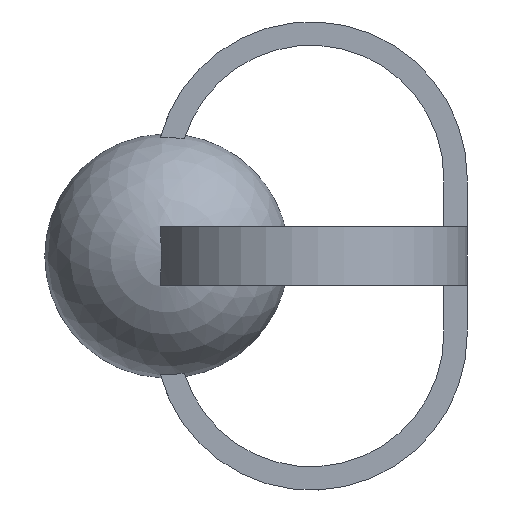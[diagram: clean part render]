
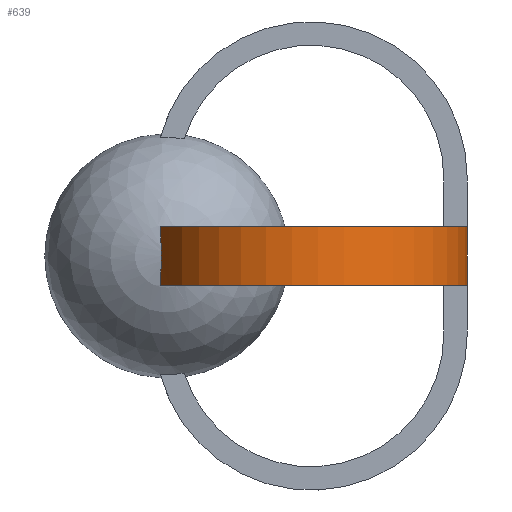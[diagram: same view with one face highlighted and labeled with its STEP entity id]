
A CAD part, left-side view. The second image highlights one B-rep face of the part: STEP entity #639.
In plain terms, the highlighted cylindrical face has radius 8 mm (diameter 16 mm), a partial arc.
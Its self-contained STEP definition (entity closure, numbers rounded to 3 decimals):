
#23 = DIRECTION ( 'NONE',  ( 0., 0., 1. ) ) ;
#55 = CARTESIAN_POINT ( 'NONE',  ( -6.243, 15.679, -0.509 ) ) ;
#58 = VERTEX_POINT ( 'NONE', #478 ) ;
#70 = VECTOR ( 'NONE', #23, 1000. ) ;
#89 = VERTEX_POINT ( 'NONE', #811 ) ;
#113 = CARTESIAN_POINT ( 'NONE',  ( -6.058, 15.731, 1.5 ) ) ;
#117 = CARTESIAN_POINT ( 'NONE',  ( -6.182, 15.698, -1.007 ) ) ;
#134 = CARTESIAN_POINT ( 'NONE',  ( -4., 8., 1.5 ) ) ;
#176 = VERTEX_POINT ( 'NONE', #397 ) ;
#195 = CIRCLE ( 'NONE', #671, 8. ) ;
#203 = ORIENTED_EDGE ( 'NONE', *, *, #608, .T. ) ;
#214 = DIRECTION ( 'NONE',  ( 0., 0., 1. ) ) ;
#224 = VERTEX_POINT ( 'NONE', #683 ) ;
#231 = CARTESIAN_POINT ( 'NONE',  ( -4., 8., -1.5 ) ) ;
#237 = DIRECTION ( 'NONE',  ( -1., 0., 0. ) ) ;
#257 = AXIS2_PLACEMENT_3D ( 'NONE', #800, #214, #797 ) ;
#305 = CARTESIAN_POINT ( 'NONE',  ( -6.229, 15.683, 0.501 ) ) ;
#314 = CARTESIAN_POINT ( 'NONE',  ( -6.12, 15.714, 1.254 ) ) ;
#332 = EDGE_CURVE ( 'NONE', #89, #224, #722, .T. ) ;
#364 = CIRCLE ( 'NONE', #432, 8. ) ;
#397 = CARTESIAN_POINT ( 'NONE',  ( -4., 0., 1.5 ) ) ;
#432 = AXIS2_PLACEMENT_3D ( 'NONE', #134, #534, #654 ) ;
#458 = CARTESIAN_POINT ( 'NONE',  ( -4., 0., -1.5 ) ) ;
#478 = CARTESIAN_POINT ( 'NONE',  ( -4., 0., -1.5 ) ) ;
#493 = DIRECTION ( 'NONE',  ( 0., 0., -1. ) ) ;
#517 = ORIENTED_EDGE ( 'NONE', *, *, #801, .F. ) ;
#526 = CYLINDRICAL_SURFACE ( 'NONE', #257, 8. ) ;
#530 = EDGE_LOOP ( 'NONE', ( #716, #517, #203, #569 ) ) ;
#534 = DIRECTION ( 'NONE',  ( 0., 0., -1. ) ) ;
#569 = ORIENTED_EDGE ( 'NONE', *, *, #723, .T. ) ;
#571 = CARTESIAN_POINT ( 'NONE',  ( -6.058, 15.731, -1.5 ) ) ;
#597 = LINE ( 'NONE', #458, #70 ) ;
#608 = EDGE_CURVE ( 'NONE', #58, #176, #597, .T. ) ;
#634 = CARTESIAN_POINT ( 'NONE',  ( -6.244, 15.679, 0.246 ) ) ;
#639 = ADVANCED_FACE ( 'NONE', ( #786 ), #526, .T. ) ;
#640 = CARTESIAN_POINT ( 'NONE',  ( -6.167, 15.701, 1.005 ) ) ;
#654 = DIRECTION ( 'NONE',  ( -1., 0., 0. ) ) ;
#671 = AXIS2_PLACEMENT_3D ( 'NONE', #231, #493, #237 ) ;
#683 = CARTESIAN_POINT ( 'NONE',  ( -6.058, 15.731, 1.5 ) ) ;
#716 = ORIENTED_EDGE ( 'NONE', *, *, #332, .F. ) ;
#722 = B_SPLINE_CURVE_WITH_KNOTS ( 'NONE', 3,
 ( #571, #117, #55, #634, #305, #640, #314, #113 ),
 .UNSPECIFIED., .F., .F.,
 ( 4, 2, 2, 4 ),
 ( 0., 0.002, 0.002, 0.003 ),
 .UNSPECIFIED. ) ;
#723 = EDGE_CURVE ( 'NONE', #176, #224, #364, .T. ) ;
#786 = FACE_OUTER_BOUND ( 'NONE', #530, .T. ) ;
#797 = DIRECTION ( 'NONE',  ( 1., 0., 0. ) ) ;
#800 = CARTESIAN_POINT ( 'NONE',  ( -4., 8., -1.5 ) ) ;
#801 = EDGE_CURVE ( 'NONE', #58, #89, #195, .T. ) ;
#811 = CARTESIAN_POINT ( 'NONE',  ( -6.058, 15.731, -1.5 ) ) ;
